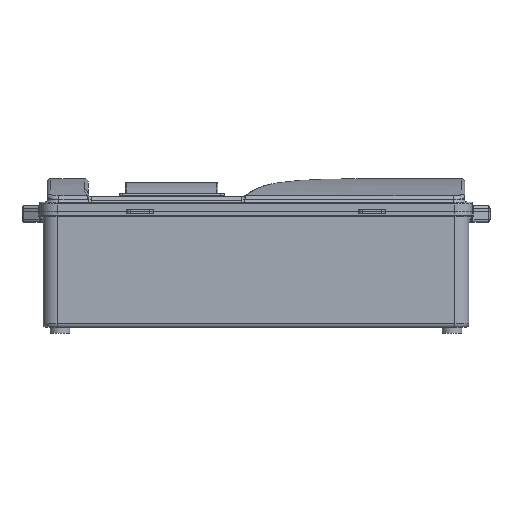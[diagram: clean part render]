
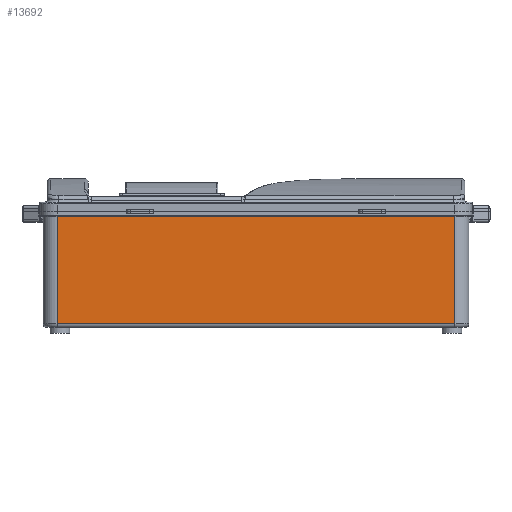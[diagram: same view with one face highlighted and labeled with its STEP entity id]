
A CAD part, left-side view. The second image highlights one B-rep face of the part: STEP entity #13692.
In plain terms, the highlighted planar face has unit normal (-1, 0, 0).
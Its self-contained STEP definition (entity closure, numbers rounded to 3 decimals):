
#461 = CARTESIAN_POINT ( 'NONE',  ( -159.5, -170., 101. ) ) ;
#488 = DIRECTION ( 'NONE',  ( 0., 0., 1. ) ) ;
#927 = AXIS2_PLACEMENT_3D ( 'NONE', #24722, #18755, #5710 ) ;
#1153 = LINE ( 'NONE', #9858, #23372 ) ;
#2361 = FACE_OUTER_BOUND ( 'NONE', #20780, .T. ) ;
#2449 = VERTEX_POINT ( 'NONE', #6862 ) ;
#2737 = EDGE_CURVE ( 'NONE', #2957, #13649, #10942, .T. ) ;
#2957 = VERTEX_POINT ( 'NONE', #9105 ) ;
#3141 = VERTEX_POINT ( 'NONE', #26530 ) ;
#3189 = EDGE_CURVE ( 'NONE', #13649, #2449, #9897, .T. ) ;
#3457 = PLANE ( 'NONE',  #927 ) ;
#3945 = VECTOR ( 'NONE', #24379, 1000. ) ;
#4944 = ORIENTED_EDGE ( 'NONE', *, *, #7554, .T. ) ;
#5710 = DIRECTION ( 'NONE',  ( 0., 0., -1. ) ) ;
#6295 = ORIENTED_EDGE ( 'NONE', *, *, #18132, .T. ) ;
#6862 = CARTESIAN_POINT ( 'NONE',  ( -159.5, 170., 99.5 ) ) ;
#7554 = EDGE_CURVE ( 'NONE', #3141, #2957, #11529, .T. ) ;
#8722 = ORIENTED_EDGE ( 'NONE', *, *, #2737, .T. ) ;
#9105 = CARTESIAN_POINT ( 'NONE',  ( -159.5, -170., 8. ) ) ;
#9383 = CARTESIAN_POINT ( 'NONE',  ( -159.5, 0., 8. ) ) ;
#9811 = ORIENTED_EDGE ( 'NONE', *, *, #3189, .T. ) ;
#9858 = CARTESIAN_POINT ( 'NONE',  ( -159.5, 170., 101. ) ) ;
#9897 = LINE ( 'NONE', #13517, #3945 ) ;
#10942 = LINE ( 'NONE', #461, #18028 ) ;
#11529 = LINE ( 'NONE', #9383, #27349 ) ;
#12119 = DIRECTION ( 'NONE',  ( 0., 0., -1. ) ) ;
#13517 = CARTESIAN_POINT ( 'NONE',  ( -159.5, 0., 99.5 ) ) ;
#13649 = VERTEX_POINT ( 'NONE', #14351 ) ;
#13692 = ADVANCED_FACE ( 'NONE', ( #2361 ), #3457, .F. ) ;
#14351 = CARTESIAN_POINT ( 'NONE',  ( -159.5, -170., 99.5 ) ) ;
#18028 = VECTOR ( 'NONE', #488, 1000. ) ;
#18050 = DIRECTION ( 'NONE',  ( 0., -1., 0. ) ) ;
#18132 = EDGE_CURVE ( 'NONE', #2449, #3141, #1153, .T. ) ;
#18755 = DIRECTION ( 'NONE',  ( 1., 0., 0. ) ) ;
#20780 = EDGE_LOOP ( 'NONE', ( #8722, #9811, #6295, #4944 ) ) ;
#23372 = VECTOR ( 'NONE', #12119, 1000. ) ;
#24379 = DIRECTION ( 'NONE',  ( 0., 1., 0. ) ) ;
#24722 = CARTESIAN_POINT ( 'NONE',  ( -159.5, 0., 101. ) ) ;
#26530 = CARTESIAN_POINT ( 'NONE',  ( -159.5, 170., 8. ) ) ;
#27349 = VECTOR ( 'NONE', #18050, 1000. ) ;
